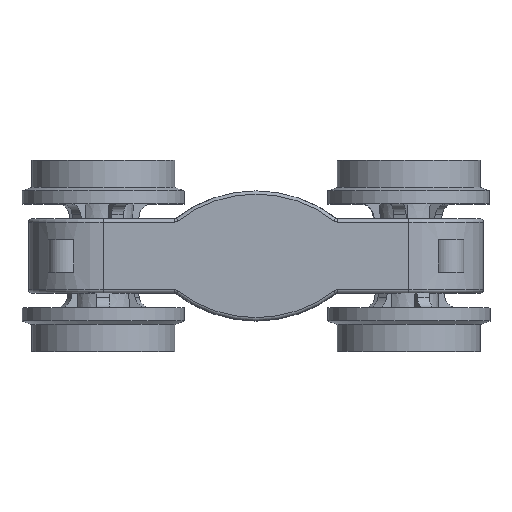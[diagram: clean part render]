
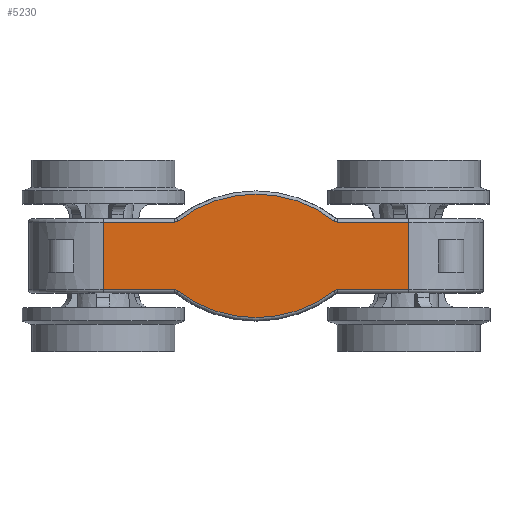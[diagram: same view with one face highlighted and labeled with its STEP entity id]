
A CAD part, top view. The second image highlights one B-rep face of the part: STEP entity #5230.
In plain terms, the highlighted planar face has unit normal (0, 0, 1).
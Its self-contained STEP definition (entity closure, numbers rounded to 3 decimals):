
#211=PLANE('',#5626);
#360=FACE_OUTER_BOUND('',#680,.T.);
#680=EDGE_LOOP('',(#3700,#3701,#3702,#3703,#3704,#3705,#3706,#3707,#3708,
#3709,#3710,#3711));
#1194=LINE('',#8241,#1620);
#1195=LINE('',#8249,#1621);
#1196=LINE('',#8251,#1622);
#1197=LINE('',#8253,#1623);
#1198=LINE('',#8261,#1624);
#1199=LINE('',#8262,#1625);
#1620=VECTOR('',#6443,10.);
#1621=VECTOR('',#6450,10.);
#1622=VECTOR('',#6451,10.);
#1623=VECTOR('',#6452,10.);
#1624=VECTOR('',#6459,10.);
#1625=VECTOR('',#6460,10.);
#1947=CIRCLE('',#5627,1.);
#1948=CIRCLE('',#5628,19.5);
#1949=CIRCLE('',#5629,1.);
#1950=CIRCLE('',#5630,1.);
#1951=CIRCLE('',#5631,19.5);
#1952=CIRCLE('',#5632,1.);
#2351=VERTEX_POINT('',#8239);
#2352=VERTEX_POINT('',#8240);
#2353=VERTEX_POINT('',#8242);
#2354=VERTEX_POINT('',#8244);
#2355=VERTEX_POINT('',#8246);
#2356=VERTEX_POINT('',#8248);
#2357=VERTEX_POINT('',#8250);
#2358=VERTEX_POINT('',#8252);
#2359=VERTEX_POINT('',#8254);
#2360=VERTEX_POINT('',#8256);
#2361=VERTEX_POINT('',#8258);
#2362=VERTEX_POINT('',#8260);
#2878=EDGE_CURVE('',#2351,#2352,#1194,.T.);
#2879=EDGE_CURVE('',#2353,#2351,#1947,.T.);
#2880=EDGE_CURVE('',#2354,#2353,#1948,.T.);
#2881=EDGE_CURVE('',#2355,#2354,#1949,.T.);
#2882=EDGE_CURVE('',#2356,#2355,#1195,.T.);
#2883=EDGE_CURVE('',#2356,#2357,#1196,.T.);
#2884=EDGE_CURVE('',#2358,#2357,#1197,.T.);
#2885=EDGE_CURVE('',#2359,#2358,#1950,.T.);
#2886=EDGE_CURVE('',#2360,#2359,#1951,.T.);
#2887=EDGE_CURVE('',#2361,#2360,#1952,.T.);
#2888=EDGE_CURVE('',#2362,#2361,#1198,.T.);
#2889=EDGE_CURVE('',#2362,#2352,#1199,.T.);
#3700=ORIENTED_EDGE('',*,*,#2878,.F.);
#3701=ORIENTED_EDGE('',*,*,#2879,.F.);
#3702=ORIENTED_EDGE('',*,*,#2880,.F.);
#3703=ORIENTED_EDGE('',*,*,#2881,.F.);
#3704=ORIENTED_EDGE('',*,*,#2882,.F.);
#3705=ORIENTED_EDGE('',*,*,#2883,.T.);
#3706=ORIENTED_EDGE('',*,*,#2884,.F.);
#3707=ORIENTED_EDGE('',*,*,#2885,.F.);
#3708=ORIENTED_EDGE('',*,*,#2886,.F.);
#3709=ORIENTED_EDGE('',*,*,#2887,.F.);
#3710=ORIENTED_EDGE('',*,*,#2888,.F.);
#3711=ORIENTED_EDGE('',*,*,#2889,.T.);
#5230=ADVANCED_FACE('',(#360),#211,.T.);
#5626=AXIS2_PLACEMENT_3D('',#8238,#6441,#6442);
#5627=AXIS2_PLACEMENT_3D('',#8243,#6444,#6445);
#5628=AXIS2_PLACEMENT_3D('',#8245,#6446,#6447);
#5629=AXIS2_PLACEMENT_3D('',#8247,#6448,#6449);
#5630=AXIS2_PLACEMENT_3D('',#8255,#6453,#6454);
#5631=AXIS2_PLACEMENT_3D('',#8257,#6455,#6456);
#5632=AXIS2_PLACEMENT_3D('',#8259,#6457,#6458);
#6441=DIRECTION('center_axis',(0.,0.,1.));
#6442=DIRECTION('ref_axis',(1.,0.,0.));
#6443=DIRECTION('',(1.,0.,0.));
#6444=DIRECTION('center_axis',(0.,0.,1.));
#6445=DIRECTION('ref_axis',(-0.324,-0.946,0.));
#6446=DIRECTION('center_axis',(0.,0.,-1.));
#6447=DIRECTION('ref_axis',(0.,1.,0.));
#6448=DIRECTION('center_axis',(0.,0.,1.));
#6449=DIRECTION('ref_axis',(0.324,-0.946,0.));
#6450=DIRECTION('',(1.,0.,0.));
#6451=DIRECTION('',(0.,-1.,0.));
#6452=DIRECTION('',(-1.,0.,0.));
#6453=DIRECTION('center_axis',(0.,0.,1.));
#6454=DIRECTION('ref_axis',(0.324,0.946,0.));
#6455=DIRECTION('center_axis',(0.,0.,-1.));
#6456=DIRECTION('ref_axis',(0.,-1.,0.));
#6457=DIRECTION('center_axis',(0.,0.,1.));
#6458=DIRECTION('ref_axis',(-0.324,0.946,0.));
#6459=DIRECTION('',(-1.,0.,0.));
#6460=DIRECTION('',(0.,1.,0.));
#8238=CARTESIAN_POINT('Origin',(0.,0.,11.5));
#8239=CARTESIAN_POINT('',(12.562,5.2,11.5));
#8240=CARTESIAN_POINT('',(23.5,5.2,11.5));
#8241=CARTESIAN_POINT('',(7.725,5.2,11.5));
#8242=CARTESIAN_POINT('',(11.949,5.41,11.5));
#8243=CARTESIAN_POINT('Origin',(12.562,6.2,11.5));
#8244=CARTESIAN_POINT('',(-11.949,5.41,11.5));
#8245=CARTESIAN_POINT('Origin',(0.,-10.,11.5));
#8246=CARTESIAN_POINT('',(-12.562,5.2,11.5));
#8247=CARTESIAN_POINT('Origin',(-12.562,6.2,11.5));
#8248=CARTESIAN_POINT('',(-23.5,5.2,11.5));
#8249=CARTESIAN_POINT('',(-7.725,5.2,11.5));
#8250=CARTESIAN_POINT('',(-23.5,-5.2,11.5));
#8251=CARTESIAN_POINT('',(-23.5,0.,11.5));
#8252=CARTESIAN_POINT('',(-12.562,-5.2,11.5));
#8253=CARTESIAN_POINT('',(-7.725,-5.2,11.5));
#8254=CARTESIAN_POINT('',(-11.949,-5.41,11.5));
#8255=CARTESIAN_POINT('Origin',(-12.562,-6.2,11.5));
#8256=CARTESIAN_POINT('',(11.949,-5.41,11.5));
#8257=CARTESIAN_POINT('Origin',(0.,10.,11.5));
#8258=CARTESIAN_POINT('',(12.562,-5.2,11.5));
#8259=CARTESIAN_POINT('Origin',(12.562,-6.2,11.5));
#8260=CARTESIAN_POINT('',(23.5,-5.2,11.5));
#8261=CARTESIAN_POINT('',(7.725,-5.2,11.5));
#8262=CARTESIAN_POINT('',(23.5,0.,11.5));
